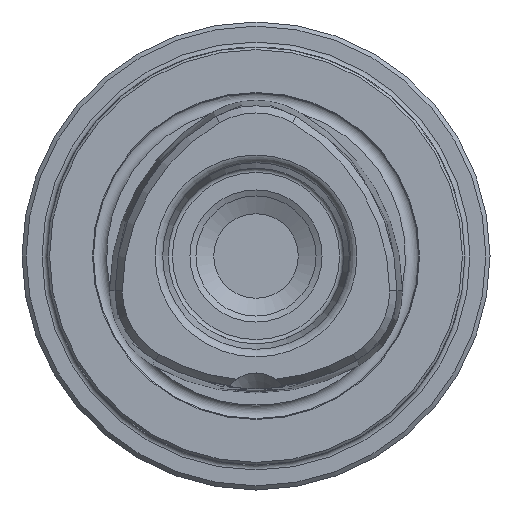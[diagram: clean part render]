
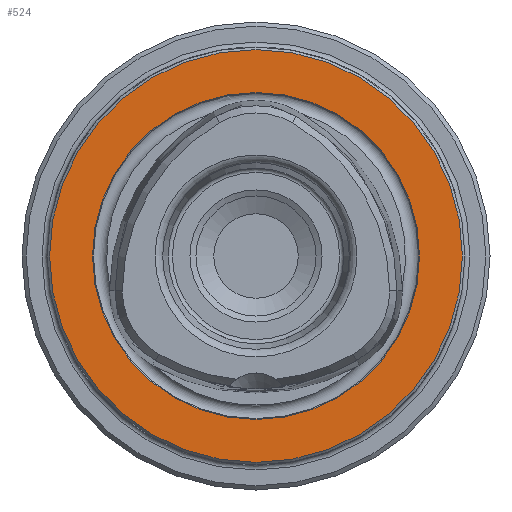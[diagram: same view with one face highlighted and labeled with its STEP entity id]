
A CAD part, left-side view. The second image highlights one B-rep face of the part: STEP entity #524.
In plain terms, the highlighted planar face has unit normal (-1, 0, 0).
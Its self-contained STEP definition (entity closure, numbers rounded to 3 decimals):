
#524 = ADVANCED_FACE( '', ( #1122, #1123 ), #1124, .T. );
#1122 = FACE_OUTER_BOUND( '', #1851, .T. );
#1123 = FACE_BOUND( '', #1852, .T. );
#1124 = PLANE( '', #1853 );
#1851 = EDGE_LOOP( '', ( #2911 ) );
#1852 = EDGE_LOOP( '', ( #2912 ) );
#1853 = AXIS2_PLACEMENT_3D( '', #2913, #2914, #2915 );
#2911 = ORIENTED_EDGE( '', *, *, #4062, .T. );
#2912 = ORIENTED_EDGE( '', *, *, #4169, .F. );
#2913 = CARTESIAN_POINT( '', ( 0., 0., 19.4 ) );
#2914 = DIRECTION( '', ( -1., 0., 0. ) );
#2915 = DIRECTION( '', ( 0., 0., 1. ) );
#4062 = EDGE_CURVE( '', #4806, #4806, #4807, .T. );
#4169 = EDGE_CURVE( '', #4963, #4963, #4964, .T. );
#4806 = VERTEX_POINT( '', #6072 );
#4807 = CIRCLE( '', #6073, 24.7 );
#4963 = VERTEX_POINT( '', #6311 );
#4964 = CIRCLE( '', #6312, 19.564 );
#6072 = CARTESIAN_POINT( '', ( 0., 0., 24.7 ) );
#6073 = AXIS2_PLACEMENT_3D( '', #7366, #7367, #7368 );
#6311 = CARTESIAN_POINT( '', ( 0., 0., 19.564 ) );
#6312 = AXIS2_PLACEMENT_3D( '', #7508, #7509, #7510 );
#7366 = CARTESIAN_POINT( '', ( 0., 0., 0. ) );
#7367 = DIRECTION( '', ( -1., 0., 0. ) );
#7368 = DIRECTION( '', ( 0., 0., 1. ) );
#7508 = CARTESIAN_POINT( '', ( 0., 0., 0. ) );
#7509 = DIRECTION( '', ( -1., 0., 0. ) );
#7510 = DIRECTION( '', ( 0., 0., 1. ) );
